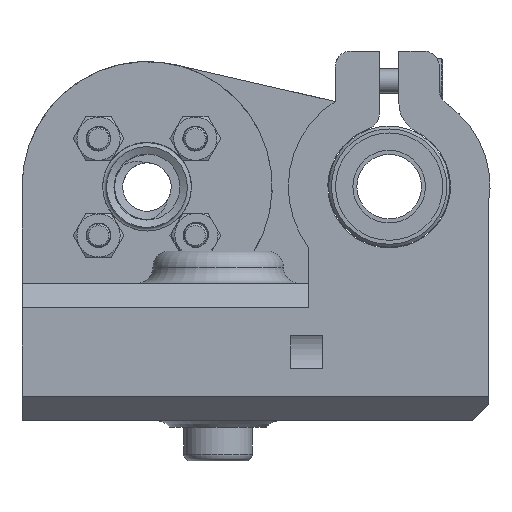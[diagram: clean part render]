
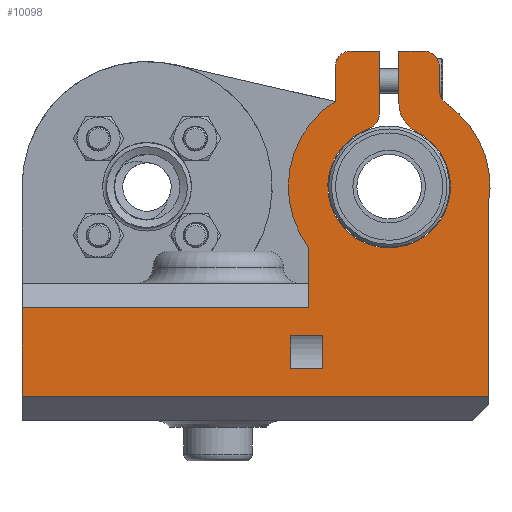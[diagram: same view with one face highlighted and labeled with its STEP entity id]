
A CAD part, front view. The second image highlights one B-rep face of the part: STEP entity #10098.
In plain terms, the highlighted planar face has unit normal (0, -1, 0).
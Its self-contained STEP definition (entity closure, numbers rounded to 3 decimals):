
#609=FACE_BOUND('',#3084,.T.);
#752=LINE('',#15325,#1530);
#753=LINE('',#15328,#1531);
#754=LINE('',#15334,#1532);
#755=LINE('',#15338,#1533);
#756=LINE('',#15340,#1534);
#757=LINE('',#15348,#1535);
#758=LINE('',#15350,#1536);
#759=LINE('',#15354,#1537);
#760=LINE('',#15358,#1538);
#761=LINE('',#15360,#1539);
#762=LINE('',#15361,#1540);
#763=LINE('',#15364,#1541);
#764=LINE('',#15366,#1542);
#765=LINE('',#15368,#1543);
#766=LINE('',#15369,#1544);
#1530=VECTOR('',#12208,10.);
#1531=VECTOR('',#12211,1000.);
#1532=VECTOR('',#12216,10.);
#1533=VECTOR('',#12219,10.);
#1534=VECTOR('',#12220,1000.);
#1535=VECTOR('',#12227,1000.);
#1536=VECTOR('',#12228,10.);
#1537=VECTOR('',#12231,10.);
#1538=VECTOR('',#12234,1000.);
#1539=VECTOR('',#12235,10.);
#1540=VECTOR('',#12236,10.);
#1541=VECTOR('',#12237,10.);
#1542=VECTOR('',#12238,10.);
#1543=VECTOR('',#12239,10.);
#1544=VECTOR('',#12240,10.);
#2269=PLANE('',#10929);
#2533=FACE_OUTER_BOUND('',#3083,.T.);
#3083=EDGE_LOOP('',(#7051,#7052,#7053,#7054,#7055,#7056,#7057,#7058,#7059,
#7060,#7061,#7062,#7063,#7064,#7065,#7066,#7067,#7068,#7069));
#3084=EDGE_LOOP('',(#7070,#7071,#7072,#7073));
#3698=CIRCLE('',#10930,12.5);
#3699=CIRCLE('',#10931,2.);
#3700=CIRCLE('',#10932,2.);
#3701=CIRCLE('',#10933,4.);
#3702=CIRCLE('',#10934,7.6);
#3703=CIRCLE('',#10935,2.);
#3704=CIRCLE('',#10936,2.);
#3705=CIRCLE('',#10937,12.5);
#4324=VERTEX_POINT('',#15319);
#4326=VERTEX_POINT('',#15323);
#4327=VERTEX_POINT('',#15327);
#4328=VERTEX_POINT('',#15329);
#4329=VERTEX_POINT('',#15331);
#4330=VERTEX_POINT('',#15333);
#4331=VERTEX_POINT('',#15335);
#4332=VERTEX_POINT('',#15337);
#4333=VERTEX_POINT('',#15339);
#4334=VERTEX_POINT('',#15341);
#4335=VERTEX_POINT('',#15343);
#4336=VERTEX_POINT('',#15345);
#4337=VERTEX_POINT('',#15347);
#4338=VERTEX_POINT('',#15349);
#4339=VERTEX_POINT('',#15351);
#4340=VERTEX_POINT('',#15353);
#4341=VERTEX_POINT('',#15355);
#4342=VERTEX_POINT('',#15357);
#4343=VERTEX_POINT('',#15359);
#4344=VERTEX_POINT('',#15362);
#4345=VERTEX_POINT('',#15363);
#4346=VERTEX_POINT('',#15365);
#4347=VERTEX_POINT('',#15367);
#5429=EDGE_CURVE('',#4326,#4324,#752,.T.);
#5430=EDGE_CURVE('',#4326,#4327,#753,.T.);
#5431=EDGE_CURVE('',#4327,#4328,#3698,.T.);
#5432=EDGE_CURVE('',#4329,#4328,#3699,.T.);
#5433=EDGE_CURVE('',#4329,#4330,#754,.T.);
#5434=EDGE_CURVE('',#4331,#4330,#3700,.T.);
#5435=EDGE_CURVE('',#4331,#4332,#755,.T.);
#5436=EDGE_CURVE('',#4333,#4332,#756,.T.);
#5437=EDGE_CURVE('',#4334,#4333,#3701,.T.);
#5438=EDGE_CURVE('',#4335,#4334,#3702,.T.);
#5439=EDGE_CURVE('',#4336,#4335,#3703,.T.);
#5440=EDGE_CURVE('',#4337,#4336,#757,.T.);
#5441=EDGE_CURVE('',#4337,#4338,#758,.T.);
#5442=EDGE_CURVE('',#4339,#4338,#3704,.T.);
#5443=EDGE_CURVE('',#4339,#4340,#759,.T.);
#5444=EDGE_CURVE('',#4340,#4341,#3705,.T.);
#5445=EDGE_CURVE('',#4342,#4341,#760,.T.);
#5446=EDGE_CURVE('',#4343,#4342,#761,.T.);
#5447=EDGE_CURVE('',#4343,#4324,#762,.T.);
#5448=EDGE_CURVE('',#4344,#4345,#763,.T.);
#5449=EDGE_CURVE('',#4345,#4346,#764,.T.);
#5450=EDGE_CURVE('',#4346,#4347,#765,.T.);
#5451=EDGE_CURVE('',#4347,#4344,#766,.T.);
#7051=ORIENTED_EDGE('',*,*,#5429,.F.);
#7052=ORIENTED_EDGE('',*,*,#5430,.T.);
#7053=ORIENTED_EDGE('',*,*,#5431,.T.);
#7054=ORIENTED_EDGE('',*,*,#5432,.F.);
#7055=ORIENTED_EDGE('',*,*,#5433,.T.);
#7056=ORIENTED_EDGE('',*,*,#5434,.F.);
#7057=ORIENTED_EDGE('',*,*,#5435,.T.);
#7058=ORIENTED_EDGE('',*,*,#5436,.F.);
#7059=ORIENTED_EDGE('',*,*,#5437,.F.);
#7060=ORIENTED_EDGE('',*,*,#5438,.F.);
#7061=ORIENTED_EDGE('',*,*,#5439,.F.);
#7062=ORIENTED_EDGE('',*,*,#5440,.F.);
#7063=ORIENTED_EDGE('',*,*,#5441,.T.);
#7064=ORIENTED_EDGE('',*,*,#5442,.F.);
#7065=ORIENTED_EDGE('',*,*,#5443,.T.);
#7066=ORIENTED_EDGE('',*,*,#5444,.T.);
#7067=ORIENTED_EDGE('',*,*,#5445,.F.);
#7068=ORIENTED_EDGE('',*,*,#5446,.F.);
#7069=ORIENTED_EDGE('',*,*,#5447,.T.);
#7070=ORIENTED_EDGE('',*,*,#5448,.T.);
#7071=ORIENTED_EDGE('',*,*,#5449,.T.);
#7072=ORIENTED_EDGE('',*,*,#5450,.T.);
#7073=ORIENTED_EDGE('',*,*,#5451,.T.);
#10098=ADVANCED_FACE('',(#2533,#609),#2269,.F.);
#10929=AXIS2_PLACEMENT_3D('',#15326,#12209,#12210);
#10930=AXIS2_PLACEMENT_3D('',#15330,#12212,#12213);
#10931=AXIS2_PLACEMENT_3D('',#15332,#12214,#12215);
#10932=AXIS2_PLACEMENT_3D('',#15336,#12217,#12218);
#10933=AXIS2_PLACEMENT_3D('',#15342,#12221,#12222);
#10934=AXIS2_PLACEMENT_3D('',#15344,#12223,#12224);
#10935=AXIS2_PLACEMENT_3D('',#15346,#12225,#12226);
#10936=AXIS2_PLACEMENT_3D('',#15352,#12229,#12230);
#10937=AXIS2_PLACEMENT_3D('',#15356,#12232,#12233);
#12208=DIRECTION('',(-1.,0.,0.));
#12209=DIRECTION('center_axis',(0.,1.,0.));
#12210=DIRECTION('ref_axis',(1.,0.,0.));
#12211=DIRECTION('',(0.,0.,1.));
#12212=DIRECTION('center_axis',(0.,-1.,0.));
#12213=DIRECTION('ref_axis',(0.,0.,1.));
#12214=DIRECTION('center_axis',(0.,-1.,0.));
#12215=DIRECTION('ref_axis',(-0.885,0.,-0.466));
#12216=DIRECTION('',(0.,0.,1.));
#12217=DIRECTION('center_axis',(0.,1.,0.));
#12218=DIRECTION('ref_axis',(0.707,0.,0.707));
#12219=DIRECTION('',(-1.,0.,0.));
#12220=DIRECTION('',(0.,0.,1.));
#12221=DIRECTION('center_axis',(0.,1.,0.));
#12222=DIRECTION('ref_axis',(-0.851,0.,-0.525));
#12223=DIRECTION('center_axis',(0.,-1.,0.));
#12224=DIRECTION('ref_axis',(0.,0.,1.));
#12225=DIRECTION('center_axis',(0.,1.,0.));
#12226=DIRECTION('ref_axis',(0.817,0.,-0.577));
#12227=DIRECTION('',(0.,0.,-1.));
#12228=DIRECTION('',(-1.,0.,0.));
#12229=DIRECTION('center_axis',(0.,1.,0.));
#12230=DIRECTION('ref_axis',(-0.707,0.,0.707));
#12231=DIRECTION('',(0.,0.,-1.));
#12232=DIRECTION('center_axis',(0.,-1.,0.));
#12233=DIRECTION('ref_axis',(0.,0.,1.));
#12234=DIRECTION('',(0.,0.,1.));
#12235=DIRECTION('',(1.,0.,0.));
#12236=DIRECTION('',(0.,0.,-1.));
#12237=DIRECTION('',(0.,0.,1.));
#12238=DIRECTION('',(1.,0.,0.));
#12239=DIRECTION('',(0.,0.,-1.));
#12240=DIRECTION('',(-1.,0.,0.));
#15319=CARTESIAN_POINT('',(49.7,-27.,3.));
#15323=CARTESIAN_POINT('',(107.5,-27.,3.));
#15325=CARTESIAN_POINT('',(97.35,-27.,3.));
#15326=CARTESIAN_POINT('Origin',(86.7,-27.,0.));
#15327=CARTESIAN_POINT('',(107.5,-27.,26.773));
#15328=CARTESIAN_POINT('',(107.5,-27.,0.));
#15329=CARTESIAN_POINT('',(102.281,-27.,39.301));
#15330=CARTESIAN_POINT('Origin',(95.2,-27.,29.));
#15331=CARTESIAN_POINT('',(101.414,-27.,40.949));
#15332=CARTESIAN_POINT('Origin',(103.414,-27.,40.949));
#15333=CARTESIAN_POINT('',(101.414,-27.,43.808));
#15334=CARTESIAN_POINT('',(101.414,-27.,50.909));
#15335=CARTESIAN_POINT('',(99.414,-27.,45.808));
#15336=CARTESIAN_POINT('Origin',(99.414,-27.,43.808));
#15337=CARTESIAN_POINT('',(96.403,-27.,45.808));
#15338=CARTESIAN_POINT('',(87.599,-27.,45.808));
#15339=CARTESIAN_POINT('',(96.403,-27.,39.368));
#15340=CARTESIAN_POINT('',(96.403,-27.,0.));
#15341=CARTESIAN_POINT('',(98.609,-27.,35.793));
#15342=CARTESIAN_POINT('Origin',(100.403,-27.,39.368));
#15343=CARTESIAN_POINT('',(92.665,-27.,36.165));
#15344=CARTESIAN_POINT('Origin',(95.2,-27.,29.));
#15345=CARTESIAN_POINT('',(93.997,-27.,38.05));
#15346=CARTESIAN_POINT('Origin',(91.997,-27.,38.05));
#15347=CARTESIAN_POINT('',(93.997,-27.,45.808));
#15348=CARTESIAN_POINT('',(93.997,-27.,0.));
#15349=CARTESIAN_POINT('',(90.497,-27.,45.808));
#15350=CARTESIAN_POINT('',(87.599,-27.,45.808));
#15351=CARTESIAN_POINT('',(88.497,-27.,43.808));
#15352=CARTESIAN_POINT('Origin',(90.497,-27.,43.808));
#15353=CARTESIAN_POINT('',(88.497,-27.,39.551));
#15354=CARTESIAN_POINT('',(88.497,-27.,50.909));
#15355=CARTESIAN_POINT('',(85.2,-27.,21.5));
#15356=CARTESIAN_POINT('Origin',(95.2,-27.,29.));
#15357=CARTESIAN_POINT('',(85.2,-27.,14.));
#15358=CARTESIAN_POINT('',(85.2,-27.,20.07));
#15359=CARTESIAN_POINT('',(49.7,-27.,14.));
#15360=CARTESIAN_POINT('',(97.35,-27.,14.));
#15361=CARTESIAN_POINT('',(49.7,-27.,8.5));
#15362=CARTESIAN_POINT('',(83.,-27.,6.5));
#15363=CARTESIAN_POINT('',(83.,-27.,10.5));
#15364=CARTESIAN_POINT('',(83.,-27.,3.25));
#15365=CARTESIAN_POINT('',(87.,-27.,10.5));
#15366=CARTESIAN_POINT('',(84.85,-27.,10.5));
#15367=CARTESIAN_POINT('',(87.,-27.,6.5));
#15368=CARTESIAN_POINT('',(87.,-27.,5.25));
#15369=CARTESIAN_POINT('',(86.85,-27.,6.5));
